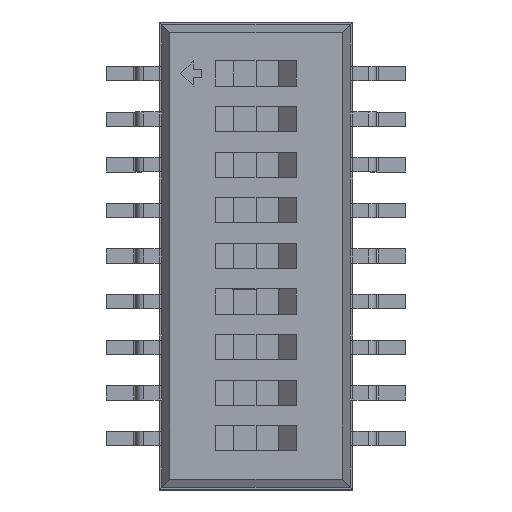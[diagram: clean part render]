
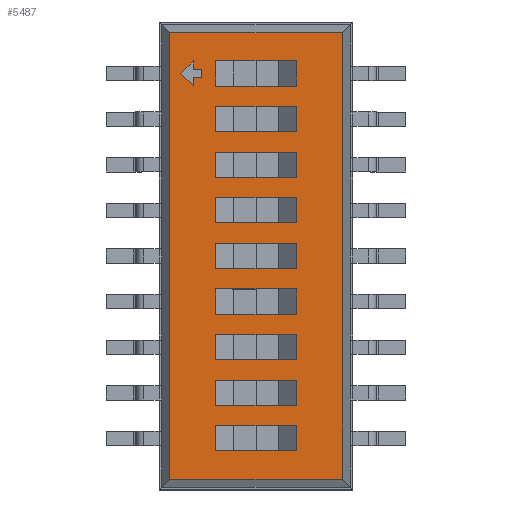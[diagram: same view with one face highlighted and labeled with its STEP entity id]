
A CAD part, top view. The second image highlights one B-rep face of the part: STEP entity #5487.
In plain terms, the highlighted planar face has unit normal (0, 0, 1).
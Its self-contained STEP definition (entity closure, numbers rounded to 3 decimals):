
#27=VECTOR('',#28,1.);
#28=DIRECTION('',(0.,1.,0.));
#34=VECTOR('',#35,1.);
#35=DIRECTION('',(-1.,0.,0.));
#41=VECTOR('',#42,1.);
#42=DIRECTION('',(0.,-1.,0.));
#46=VECTOR('',#47,1.);
#47=DIRECTION('',(1.,0.,0.));
#50=DIRECTION('',(0.,0.,-1.));
#3714=VERTEX_POINT('',#3715);
#3715=CARTESIAN_POINT('',(2.397,6.212,2.45));
#3717=ORIENTED_EDGE('',*,*,#3718,.F.);
#3718=EDGE_CURVE('',#3719,#3714,#3721,.T.);
#3719=VERTEX_POINT('',#3720);
#3720=CARTESIAN_POINT('',(2.397,-6.212,2.45));
#3721=LINE('',#3720,#27);
#4580=VERTEX_POINT('',#4581);
#4581=CARTESIAN_POINT('',(-2.397,6.212,2.45));
#4583=ORIENTED_EDGE('',*,*,#4584,.F.);
#4584=EDGE_CURVE('',#3714,#4580,#4585,.T.);
#4585=LINE('',#3715,#34);
#4621=VERTEX_POINT('',#4622);
#4622=CARTESIAN_POINT('',(-2.397,-6.212,2.45));
#4624=ORIENTED_EDGE('',*,*,#4625,.F.);
#4625=EDGE_CURVE('',#4580,#4621,#4626,.T.);
#4626=LINE('',#4581,#41);
#5482=ORIENTED_EDGE('',*,*,#5483,.F.);
#5483=EDGE_CURVE('',#4621,#3719,#5484,.T.);
#5484=LINE('',#4622,#46);
#5487=ADVANCED_FACE('',(#5488,#5490,#5512,#5534,#5556,#5578,#5600,#5622,#5644,#5666,#5688),#5733,.F.);
#5488=FACE_BOUND('',#5489,.F.);
#5489=EDGE_LOOP('',(#3717,#5482,#4624,#4583));
#5490=FACE_BOUND('',#5491,.F.);
#5491=EDGE_LOOP('',(#5492,#5499,#5504,#5509));
#5492=ORIENTED_EDGE('',*,*,#5493,.T.);
#5493=EDGE_CURVE('',#5494,#5496,#5498,.T.);
#5494=VERTEX_POINT('',#5495);
#5495=CARTESIAN_POINT('',(-1.125,0.35,2.45));
#5496=VERTEX_POINT('',#5497);
#5497=CARTESIAN_POINT('',(-1.125,-0.35,2.45));
#5498=LINE('',#5495,#41);
#5499=ORIENTED_EDGE('',*,*,#5500,.T.);
#5500=EDGE_CURVE('',#5496,#5501,#5503,.T.);
#5501=VERTEX_POINT('',#5502);
#5502=CARTESIAN_POINT('',(1.125,-0.35,2.45));
#5503=LINE('',#5497,#46);
#5504=ORIENTED_EDGE('',*,*,#5505,.T.);
#5505=EDGE_CURVE('',#5501,#5506,#5508,.T.);
#5506=VERTEX_POINT('',#5507);
#5507=CARTESIAN_POINT('',(1.125,0.35,2.45));
#5508=LINE('',#5502,#27);
#5509=ORIENTED_EDGE('',*,*,#5510,.T.);
#5510=EDGE_CURVE('',#5506,#5494,#5511,.T.);
#5511=LINE('',#5507,#34);
#5512=FACE_BOUND('',#5513,.F.);
#5513=EDGE_LOOP('',(#5514,#5521,#5526,#5531));
#5514=ORIENTED_EDGE('',*,*,#5515,.T.);
#5515=EDGE_CURVE('',#5516,#5518,#5520,.T.);
#5516=VERTEX_POINT('',#5517);
#5517=CARTESIAN_POINT('',(1.125,-1.62,2.45));
#5518=VERTEX_POINT('',#5519);
#5519=CARTESIAN_POINT('',(1.125,-0.92,2.45));
#5520=LINE('',#5517,#27);
#5521=ORIENTED_EDGE('',*,*,#5522,.T.);
#5522=EDGE_CURVE('',#5518,#5523,#5525,.T.);
#5523=VERTEX_POINT('',#5524);
#5524=CARTESIAN_POINT('',(-1.125,-0.92,2.45));
#5525=LINE('',#5519,#34);
#5526=ORIENTED_EDGE('',*,*,#5527,.T.);
#5527=EDGE_CURVE('',#5523,#5528,#5530,.T.);
#5528=VERTEX_POINT('',#5529);
#5529=CARTESIAN_POINT('',(-1.125,-1.62,2.45));
#5530=LINE('',#5524,#41);
#5531=ORIENTED_EDGE('',*,*,#5532,.T.);
#5532=EDGE_CURVE('',#5528,#5516,#5533,.T.);
#5533=LINE('',#5529,#46);
#5534=FACE_BOUND('',#5535,.F.);
#5535=EDGE_LOOP('',(#5536,#5543,#5548,#5553));
#5536=ORIENTED_EDGE('',*,*,#5537,.T.);
#5537=EDGE_CURVE('',#5538,#5540,#5542,.T.);
#5538=VERTEX_POINT('',#5539);
#5539=CARTESIAN_POINT('',(-1.125,1.62,2.45));
#5540=VERTEX_POINT('',#5541);
#5541=CARTESIAN_POINT('',(-1.125,0.92,2.45));
#5542=LINE('',#5539,#41);
#5543=ORIENTED_EDGE('',*,*,#5544,.T.);
#5544=EDGE_CURVE('',#5540,#5545,#5547,.T.);
#5545=VERTEX_POINT('',#5546);
#5546=CARTESIAN_POINT('',(1.125,0.92,2.45));
#5547=LINE('',#5541,#46);
#5548=ORIENTED_EDGE('',*,*,#5549,.T.);
#5549=EDGE_CURVE('',#5545,#5550,#5552,.T.);
#5550=VERTEX_POINT('',#5551);
#5551=CARTESIAN_POINT('',(1.125,1.62,2.45));
#5552=LINE('',#5546,#27);
#5553=ORIENTED_EDGE('',*,*,#5554,.T.);
#5554=EDGE_CURVE('',#5550,#5538,#5555,.T.);
#5555=LINE('',#5551,#34);
#5556=FACE_BOUND('',#5557,.F.);
#5557=EDGE_LOOP('',(#5558,#5565,#5570,#5575));
#5558=ORIENTED_EDGE('',*,*,#5559,.T.);
#5559=EDGE_CURVE('',#5560,#5562,#5564,.T.);
#5560=VERTEX_POINT('',#5561);
#5561=CARTESIAN_POINT('',(1.125,-5.43,2.45));
#5562=VERTEX_POINT('',#5563);
#5563=CARTESIAN_POINT('',(1.125,-4.73,2.45));
#5564=LINE('',#5561,#27);
#5565=ORIENTED_EDGE('',*,*,#5566,.T.);
#5566=EDGE_CURVE('',#5562,#5567,#5569,.T.);
#5567=VERTEX_POINT('',#5568);
#5568=CARTESIAN_POINT('',(-1.125,-4.73,2.45));
#5569=LINE('',#5563,#34);
#5570=ORIENTED_EDGE('',*,*,#5571,.T.);
#5571=EDGE_CURVE('',#5567,#5572,#5574,.T.);
#5572=VERTEX_POINT('',#5573);
#5573=CARTESIAN_POINT('',(-1.125,-5.43,2.45));
#5574=LINE('',#5568,#41);
#5575=ORIENTED_EDGE('',*,*,#5576,.T.);
#5576=EDGE_CURVE('',#5572,#5560,#5577,.T.);
#5577=LINE('',#5573,#46);
#5578=FACE_BOUND('',#5579,.F.);
#5579=EDGE_LOOP('',(#5580,#5587,#5592,#5597));
#5580=ORIENTED_EDGE('',*,*,#5581,.T.);
#5581=EDGE_CURVE('',#5582,#5584,#5586,.T.);
#5582=VERTEX_POINT('',#5583);
#5583=CARTESIAN_POINT('',(1.125,-4.16,2.45));
#5584=VERTEX_POINT('',#5585);
#5585=CARTESIAN_POINT('',(1.125,-3.46,2.45));
#5586=LINE('',#5583,#27);
#5587=ORIENTED_EDGE('',*,*,#5588,.T.);
#5588=EDGE_CURVE('',#5584,#5589,#5591,.T.);
#5589=VERTEX_POINT('',#5590);
#5590=CARTESIAN_POINT('',(-1.125,-3.46,2.45));
#5591=LINE('',#5585,#34);
#5592=ORIENTED_EDGE('',*,*,#5593,.T.);
#5593=EDGE_CURVE('',#5589,#5594,#5596,.T.);
#5594=VERTEX_POINT('',#5595);
#5595=CARTESIAN_POINT('',(-1.125,-4.16,2.45));
#5596=LINE('',#5590,#41);
#5597=ORIENTED_EDGE('',*,*,#5598,.T.);
#5598=EDGE_CURVE('',#5594,#5582,#5599,.T.);
#5599=LINE('',#5595,#46);
#5600=FACE_BOUND('',#5601,.F.);
#5601=EDGE_LOOP('',(#5602,#5609,#5614,#5619));
#5602=ORIENTED_EDGE('',*,*,#5603,.T.);
#5603=EDGE_CURVE('',#5604,#5606,#5608,.T.);
#5604=VERTEX_POINT('',#5605);
#5605=CARTESIAN_POINT('',(-1.125,-2.19,2.45));
#5606=VERTEX_POINT('',#5607);
#5607=CARTESIAN_POINT('',(-1.125,-2.89,2.45));
#5608=LINE('',#5605,#41);
#5609=ORIENTED_EDGE('',*,*,#5610,.T.);
#5610=EDGE_CURVE('',#5606,#5611,#5613,.T.);
#5611=VERTEX_POINT('',#5612);
#5612=CARTESIAN_POINT('',(1.125,-2.89,2.45));
#5613=LINE('',#5607,#46);
#5614=ORIENTED_EDGE('',*,*,#5615,.T.);
#5615=EDGE_CURVE('',#5611,#5616,#5618,.T.);
#5616=VERTEX_POINT('',#5617);
#5617=CARTESIAN_POINT('',(1.125,-2.19,2.45));
#5618=LINE('',#5612,#27);
#5619=ORIENTED_EDGE('',*,*,#5620,.T.);
#5620=EDGE_CURVE('',#5616,#5604,#5621,.T.);
#5621=LINE('',#5617,#34);
#5622=FACE_BOUND('',#5623,.F.);
#5623=EDGE_LOOP('',(#5624,#5631,#5636,#5641));
#5624=ORIENTED_EDGE('',*,*,#5625,.T.);
#5625=EDGE_CURVE('',#5626,#5628,#5630,.T.);
#5626=VERTEX_POINT('',#5627);
#5627=CARTESIAN_POINT('',(1.125,4.16,2.45));
#5628=VERTEX_POINT('',#5629);
#5629=CARTESIAN_POINT('',(-1.125,4.16,2.45));
#5630=LINE('',#5627,#34);
#5631=ORIENTED_EDGE('',*,*,#5632,.T.);
#5632=EDGE_CURVE('',#5628,#5633,#5635,.T.);
#5633=VERTEX_POINT('',#5634);
#5634=CARTESIAN_POINT('',(-1.125,3.46,2.45));
#5635=LINE('',#5629,#41);
#5636=ORIENTED_EDGE('',*,*,#5637,.T.);
#5637=EDGE_CURVE('',#5633,#5638,#5640,.T.);
#5638=VERTEX_POINT('',#5639);
#5639=CARTESIAN_POINT('',(1.125,3.46,2.45));
#5640=LINE('',#5634,#46);
#5641=ORIENTED_EDGE('',*,*,#5642,.T.);
#5642=EDGE_CURVE('',#5638,#5626,#5643,.T.);
#5643=LINE('',#5639,#27);
#5644=FACE_BOUND('',#5645,.F.);
#5645=EDGE_LOOP('',(#5646,#5653,#5658,#5663));
#5646=ORIENTED_EDGE('',*,*,#5647,.T.);
#5647=EDGE_CURVE('',#5648,#5650,#5652,.T.);
#5648=VERTEX_POINT('',#5649);
#5649=CARTESIAN_POINT('',(-1.125,2.89,2.45));
#5650=VERTEX_POINT('',#5651);
#5651=CARTESIAN_POINT('',(-1.125,2.19,2.45));
#5652=LINE('',#5649,#41);
#5653=ORIENTED_EDGE('',*,*,#5654,.T.);
#5654=EDGE_CURVE('',#5650,#5655,#5657,.T.);
#5655=VERTEX_POINT('',#5656);
#5656=CARTESIAN_POINT('',(1.125,2.19,2.45));
#5657=LINE('',#5651,#46);
#5658=ORIENTED_EDGE('',*,*,#5659,.T.);
#5659=EDGE_CURVE('',#5655,#5660,#5662,.T.);
#5660=VERTEX_POINT('',#5661);
#5661=CARTESIAN_POINT('',(1.125,2.89,2.45));
#5662=LINE('',#5656,#27);
#5663=ORIENTED_EDGE('',*,*,#5664,.T.);
#5664=EDGE_CURVE('',#5660,#5648,#5665,.T.);
#5665=LINE('',#5661,#34);
#5666=FACE_BOUND('',#5667,.F.);
#5667=EDGE_LOOP('',(#5668,#5675,#5680,#5685));
#5668=ORIENTED_EDGE('',*,*,#5669,.T.);
#5669=EDGE_CURVE('',#5670,#5672,#5674,.T.);
#5670=VERTEX_POINT('',#5671);
#5671=CARTESIAN_POINT('',(1.125,4.73,2.45));
#5672=VERTEX_POINT('',#5673);
#5673=CARTESIAN_POINT('',(1.125,5.43,2.45));
#5674=LINE('',#5671,#27);
#5675=ORIENTED_EDGE('',*,*,#5676,.T.);
#5676=EDGE_CURVE('',#5672,#5677,#5679,.T.);
#5677=VERTEX_POINT('',#5678);
#5678=CARTESIAN_POINT('',(-1.125,5.43,2.45));
#5679=LINE('',#5673,#34);
#5680=ORIENTED_EDGE('',*,*,#5681,.T.);
#5681=EDGE_CURVE('',#5677,#5682,#5684,.T.);
#5682=VERTEX_POINT('',#5683);
#5683=CARTESIAN_POINT('',(-1.125,4.73,2.45));
#5684=LINE('',#5678,#41);
#5685=ORIENTED_EDGE('',*,*,#5686,.T.);
#5686=EDGE_CURVE('',#5682,#5670,#5687,.T.);
#5687=LINE('',#5683,#46);
#5688=FACE_BOUND('',#5689,.F.);
#5689=EDGE_LOOP('',(#5690,#5699,#5704,#5711,#5716,#5723,#5730));
#5690=ORIENTED_EDGE('',*,*,#5691,.T.);
#5691=EDGE_CURVE('',#5692,#5694,#5696,.T.);
#5692=VERTEX_POINT('',#5693);
#5693=CARTESIAN_POINT('',(-1.747,4.963,2.45));
#5694=VERTEX_POINT('',#5695);
#5695=CARTESIAN_POINT('',(-1.513,4.963,2.45));
#5696=LINE('',#5693,#5697);
#5697=VECTOR('',#5698,1.);
#5698=DIRECTION('',(1.,0.,0.));
#5699=ORIENTED_EDGE('',*,*,#5700,.T.);
#5700=EDGE_CURVE('',#5694,#5701,#5703,.T.);
#5701=VERTEX_POINT('',#5702);
#5702=CARTESIAN_POINT('',(-1.513,5.197,2.45));
#5703=LINE('',#5695,#27);
#5704=ORIENTED_EDGE('',*,*,#5705,.T.);
#5705=EDGE_CURVE('',#5701,#5706,#5708,.T.);
#5706=VERTEX_POINT('',#5707);
#5707=CARTESIAN_POINT('',(-1.747,5.197,2.45));
#5708=LINE('',#5702,#5709);
#5709=VECTOR('',#5710,1.);
#5710=DIRECTION('',(-1.,0.,0.));
#5711=ORIENTED_EDGE('',*,*,#5712,.T.);
#5712=EDGE_CURVE('',#5706,#5713,#5715,.T.);
#5713=VERTEX_POINT('',#5714);
#5714=CARTESIAN_POINT('',(-1.747,5.43,2.45));
#5715=LINE('',#5707,#27);
#5716=ORIENTED_EDGE('',*,*,#5717,.T.);
#5717=EDGE_CURVE('',#5713,#5718,#5720,.T.);
#5718=VERTEX_POINT('',#5719);
#5719=CARTESIAN_POINT('',(-2.097,5.08,2.45));
#5720=LINE('',#5714,#5721);
#5721=VECTOR('',#5722,1.);
#5722=DIRECTION('',(-0.707,-0.707,0.));
#5723=ORIENTED_EDGE('',*,*,#5724,.T.);
#5724=EDGE_CURVE('',#5718,#5725,#5727,.T.);
#5725=VERTEX_POINT('',#5726);
#5726=CARTESIAN_POINT('',(-1.747,4.73,2.45));
#5727=LINE('',#5719,#5728);
#5728=VECTOR('',#5729,1.);
#5729=DIRECTION('',(0.707,-0.707,0.));
#5730=ORIENTED_EDGE('',*,*,#5731,.T.);
#5731=EDGE_CURVE('',#5725,#5692,#5732,.T.);
#5732=LINE('',#5726,#27);
#5733=PLANE('',#5734);
#5734=AXIS2_PLACEMENT_3D('',#3720,#50,#5735);
#5735=DIRECTION('',(-0.36,0.933,0.));
